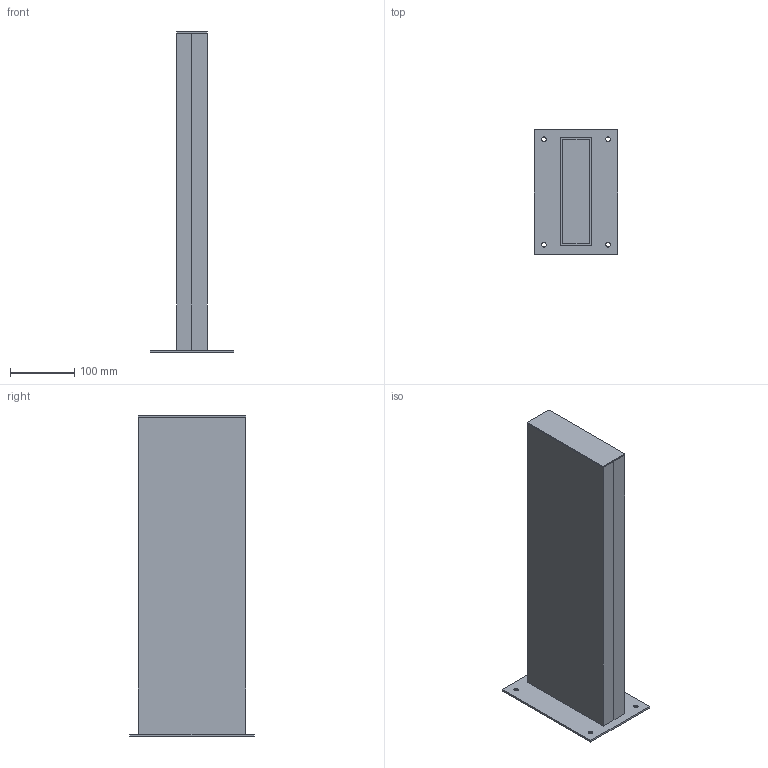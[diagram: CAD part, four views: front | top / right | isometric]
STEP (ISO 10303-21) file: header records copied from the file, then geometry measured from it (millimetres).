
FILE_DESCRIPTION(/* description */ (''),/* implementation_level */ '2;1');
FILE_NAME(/* name */ 'Nuda_h50_monofacciale_3D',/* time_stamp */ '2012-01-26T14:08:21+01:00',/* author */ (''),/* organization */ (''),/* preprocessor_version */ 'ST-DEVELOPER v10',/* originating_system */ '',/* authorisation */ '');
FILE_SCHEMA (('CONFIG_CONTROL_DESIGN'));
Length unit declared in the file: millimetre
Products named in the file (1): 1
Bounding box: 130 x 195 x 499.96 mm (x, y, z)
Volume: 89063.5 mm3; surface area: 483864.5 mm2
Topology: 3 solids, 4 shells, 54 faces, 142 edges, 104 vertices
Faces by surface type: plane 28, bspline 26
Entity records: 1845 total; most frequent: CARTESIAN_POINT 900, ORIENTED_EDGE 252, EDGE_CURVE 132, B_SPLINE_CURVE_WITH_KNOTS 98, VERTEX_POINT 84, EDGE_LOOP 66, ADVANCED_FACE 54, FACE_OUTER_BOUND 54
